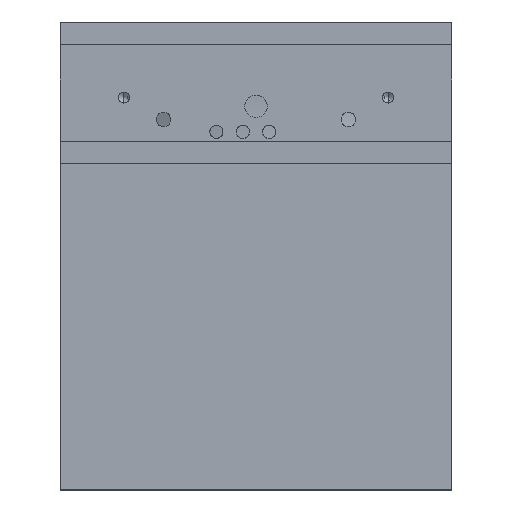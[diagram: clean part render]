
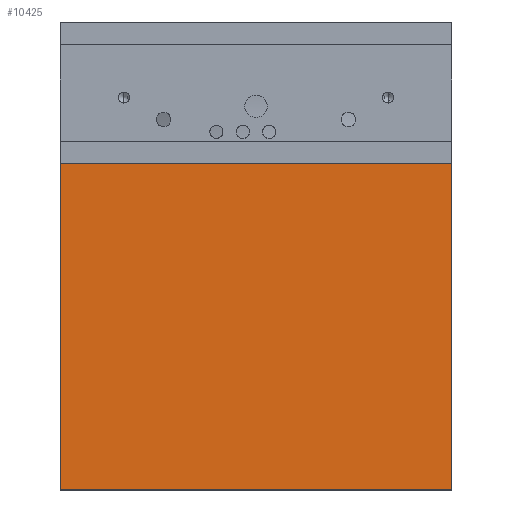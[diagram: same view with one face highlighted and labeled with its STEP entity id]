
A CAD part, left-side view. The second image highlights one B-rep face of the part: STEP entity #10425.
In plain terms, the highlighted planar face has unit normal (-1, 0, 0).
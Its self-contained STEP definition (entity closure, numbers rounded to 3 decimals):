
#3567 = DIRECTION ( 'NONE',  ( 0., 1., 0. ) ) ;
#6105 = EDGE_LOOP ( 'NONE', ( #14181, #55004, #57505, #26351 ) ) ;
#7103 = VERTEX_POINT ( 'NONE', #13240 ) ;
#9044 = CARTESIAN_POINT ( 'NONE',  ( -46.01, -1.963, 53.1 ) ) ;
#10055 = AXIS2_PLACEMENT_3D ( 'NONE', #9044, #40241, #17988 ) ;
#10301 = LINE ( 'NONE', #32101, #48012 ) ;
#10425 = ADVANCED_FACE ( 'NONE', ( #34199 ), #58084, .F. ) ;
#12020 = CARTESIAN_POINT ( 'NONE',  ( -46.01, 87.037, 53.1 ) ) ;
#12160 = LINE ( 'NONE', #20997, #31011 ) ;
#12477 = LINE ( 'NONE', #39237, #14524 ) ;
#13240 = CARTESIAN_POINT ( 'NONE',  ( -46.01, -1.963, 127.3 ) ) ;
#14181 = ORIENTED_EDGE ( 'NONE', *, *, #57717, .T. ) ;
#14524 = VECTOR ( 'NONE', #36353, 1000. ) ;
#17988 = DIRECTION ( 'NONE',  ( 0., -1., 0. ) ) ;
#18226 = VERTEX_POINT ( 'NONE', #31006 ) ;
#18639 = DIRECTION ( 'NONE',  ( 0., 0., 1. ) ) ;
#20997 = CARTESIAN_POINT ( 'NONE',  ( -46.01, -1.963, 53.1 ) ) ;
#24726 = VERTEX_POINT ( 'NONE', #36257 ) ;
#25805 = EDGE_CURVE ( 'NONE', #18226, #24726, #12160, .T. ) ;
#26351 = ORIENTED_EDGE ( 'NONE', *, *, #35843, .T. ) ;
#28335 = LINE ( 'NONE', #12020, #33917 ) ;
#29411 = CARTESIAN_POINT ( 'NONE',  ( -46.01, 87.037, 127.3 ) ) ;
#31006 = CARTESIAN_POINT ( 'NONE',  ( -46.01, -1.963, 53.1 ) ) ;
#31011 = VECTOR ( 'NONE', #3567, 1000. ) ;
#32101 = CARTESIAN_POINT ( 'NONE',  ( -46.01, -1.963, 53.1 ) ) ;
#33917 = VECTOR ( 'NONE', #34099, 1000. ) ;
#34099 = DIRECTION ( 'NONE',  ( 0., 0., 1. ) ) ;
#34199 = FACE_OUTER_BOUND ( 'NONE', #6105, .T. ) ;
#35843 = EDGE_CURVE ( 'NONE', #18226, #7103, #10301, .T. ) ;
#36257 = CARTESIAN_POINT ( 'NONE',  ( -46.01, 87.037, 53.1 ) ) ;
#36353 = DIRECTION ( 'NONE',  ( 0., 1., 0. ) ) ;
#36566 = EDGE_CURVE ( 'NONE', #24726, #48755, #28335, .T. ) ;
#39237 = CARTESIAN_POINT ( 'NONE',  ( -46.01, -1.963, 127.3 ) ) ;
#40241 = DIRECTION ( 'NONE',  ( 1., 0., 0. ) ) ;
#48012 = VECTOR ( 'NONE', #18639, 1000. ) ;
#48755 = VERTEX_POINT ( 'NONE', #29411 ) ;
#55004 = ORIENTED_EDGE ( 'NONE', *, *, #36566, .F. ) ;
#57505 = ORIENTED_EDGE ( 'NONE', *, *, #25805, .F. ) ;
#57717 = EDGE_CURVE ( 'NONE', #7103, #48755, #12477, .T. ) ;
#58084 = PLANE ( 'NONE',  #10055 ) ;
